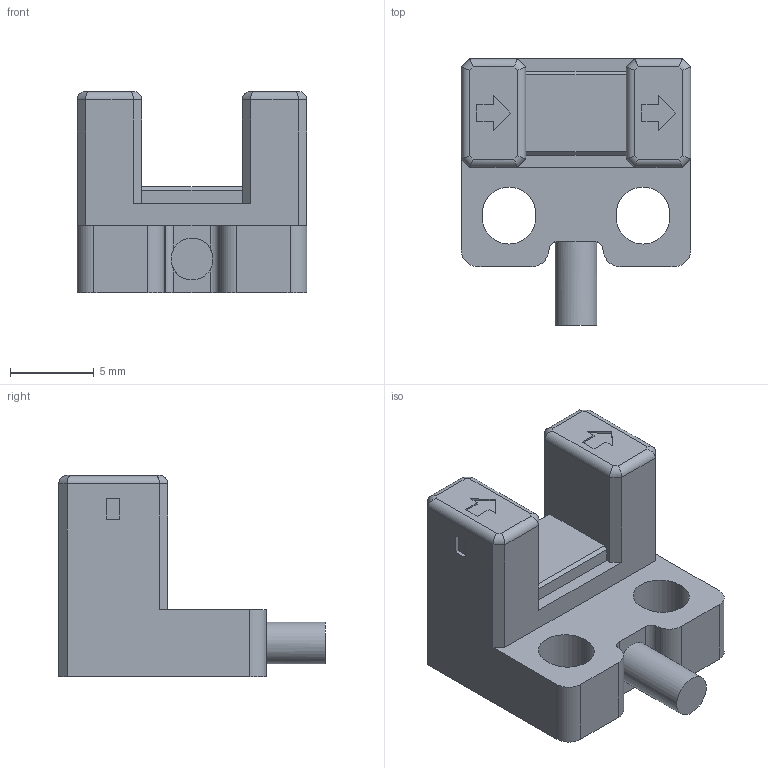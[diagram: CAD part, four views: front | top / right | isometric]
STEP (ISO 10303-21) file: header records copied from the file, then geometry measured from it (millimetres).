
FILE_DESCRIPTION(/* description */ (''),/* implementation_level */ '2;1');
FILE_NAME(/* name */ 'FG35NL.stp',/* time_stamp */ '2022-05-10T08:44:09+08:00',/* author */ (''),/* organization */ (''),/* preprocessor_version */ 'ST-DEVELOPER v16',/* originating_system */ 'SIEMENS PLM Software NX 10.0',/* authorisation */ '');
FILE_SCHEMA (('CONFIG_CONTROL_DESIGN'));
Length unit declared in the file: millimetre
Products named in the file (1): FG35NL
Bounding box: 13.7 x 15.9 x 12 mm (x, y, z)
Volume: 1080.6 mm3; surface area: 932.8 mm2
Topology: 1 solids, 1 shells, 89 faces, 234 edges, 151 vertices
Faces by surface type: plane 62, cylinder 27
Full cylindrical faces by diameter (mm): 2.5 x1
Entity records: 2799 total; most frequent: CARTESIAN_POINT 498, ORIENTED_EDGE 464, DIRECTION 444, EDGE_CURVE 232, LINE 190, VECTOR 190, VERTEX_POINT 150, AXIS2_PLACEMENT_3D 127
